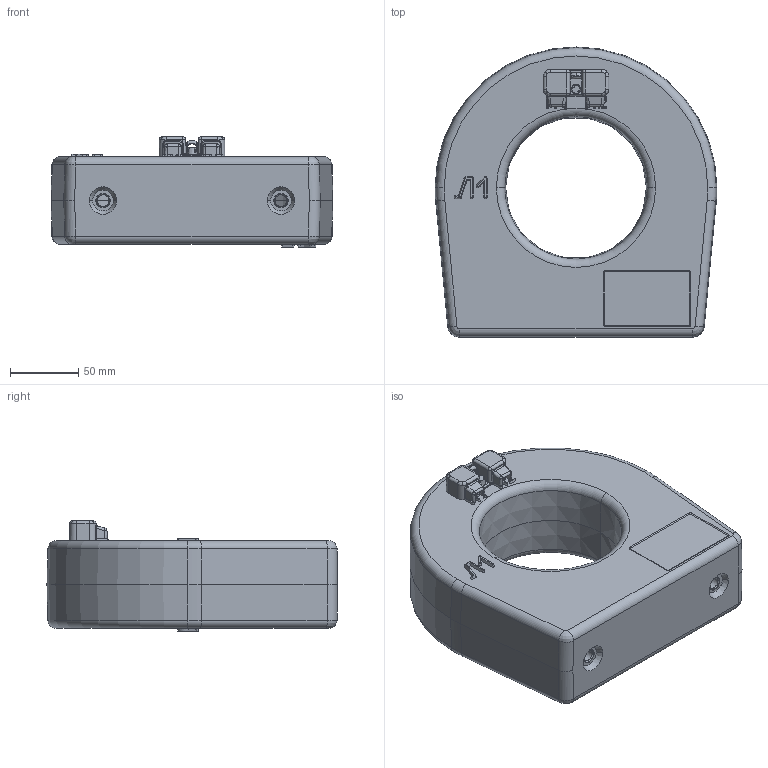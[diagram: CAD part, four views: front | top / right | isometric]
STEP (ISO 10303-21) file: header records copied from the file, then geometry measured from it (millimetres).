
FILE_DESCRIPTION (( 'STEP AP203' ), '1' );
FILE_NAME ('ﾒﾍﾘﾋ-0,66 (600-2500)ﾀ.STEP', '2016-10-31T10:27:05', ( '' ), ( '' ), 'SwSTEP 2.0', 'SolidWorks 2010', '' );
FILE_SCHEMA (( 'CONFIG_CONTROL_DESIGN' ));
Length unit declared in the file: millimetre
Products named in the file (1): ﾒﾍﾘﾋ-0,66 (600-2500)ﾀ
Bounding box: 206 x 212 x 80.5 mm (x, y, z)
Surface area: 124993.6 mm2 (no closed solid volume)
Topology: 0 solids, 9 shells, 290 faces, 852 edges, 559 vertices
Faces by surface type: plane 86, bspline 66, cylinder 60, cone 54, torus 14, sphere 10
Entity records: 11309 total; most frequent: CARTESIAN_POINT 4196, ORIENTED_EDGE 1472, DIRECTION 1360, EDGE_CURVE 850, VERTEX_POINT 559, AXIS2_PLACEMENT_3D 497, LINE 366, VECTOR 366
